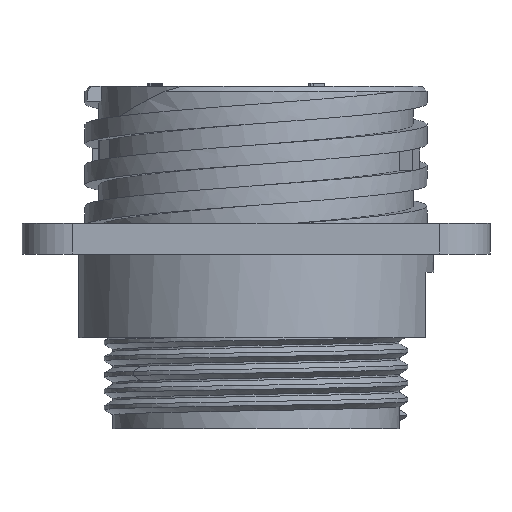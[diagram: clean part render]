
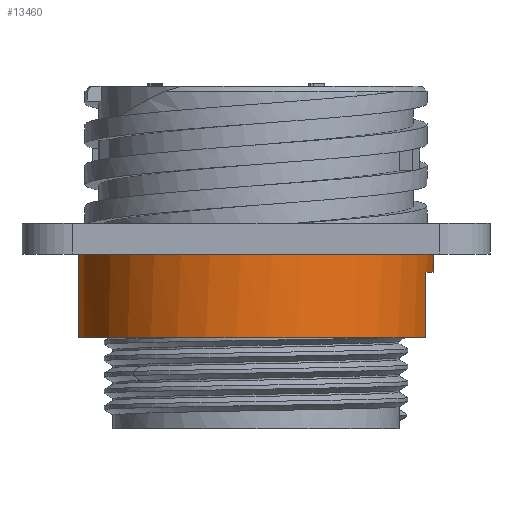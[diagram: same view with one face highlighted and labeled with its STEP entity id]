
A CAD part, left-side view. The second image highlights one B-rep face of the part: STEP entity #13460.
In plain terms, the highlighted cylindrical face has radius 13.843 mm (diameter 27.686 mm), a partial arc.
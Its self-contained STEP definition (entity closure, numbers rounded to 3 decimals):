
#3266=CARTESIAN_POINT('',(0.,0.,-13.056));
#3267=DIRECTION('',(0.,0.,1.));
#3268=DIRECTION('',(0.908,0.418,0.));
#3269=AXIS2_PLACEMENT_3D('',#3266,#3267,#3268);
#3271=DIRECTION('',(0.,0.,-1.));
#3272=VECTOR('',#3271,6.502);
#3273=CARTESIAN_POINT('',(12.573,-5.792,-13.056));
#3274=LINE('',#3273,#3272);
#3275=CARTESIAN_POINT('',(0.,0.,-19.558));
#3276=DIRECTION('',(0.,0.,-1.));
#3277=DIRECTION('',(0.908,-0.418,0.));
#3278=AXIS2_PLACEMENT_3D('',#3275,#3276,#3277);
#3280=DIRECTION('',(0.,0.,-1.));
#3281=VECTOR('',#3280,5.08);
#3282=CARTESIAN_POINT('',(4.064,-13.233,-14.478));
#3283=LINE('',#3282,#3281);
#3284=CARTESIAN_POINT('',(0.,0.,-14.478));
#3285=DIRECTION('',(0.,0.,-1.));
#3286=DIRECTION('',(0.294,-0.956,0.));
#3287=AXIS2_PLACEMENT_3D('',#3284,#3285,#3286);
#3289=DIRECTION('',(0.,0.,-1.));
#3290=VECTOR('',#3289,5.08);
#3291=CARTESIAN_POINT('',(-4.064,-13.233,-14.478));
#3292=LINE('',#3291,#3290);
#3293=CARTESIAN_POINT('',(0.,0.,-19.558));
#3294=DIRECTION('',(0.,0.,-1.));
#3295=DIRECTION('',(-0.294,-0.956,0.));
#3296=AXIS2_PLACEMENT_3D('',#3293,#3294,#3295);
#3298=DIRECTION('',(0.,0.,-1.));
#3299=VECTOR('',#3298,6.502);
#3300=CARTESIAN_POINT('',(12.573,5.792,-13.056));
#3301=LINE('',#3300,#3299);
#9139=CARTESIAN_POINT('',(4.064,-13.233,-14.478));
#9140=CARTESIAN_POINT('',(-4.064,-13.233,-14.478));
#9141=VERTEX_POINT('',#9139);
#9142=VERTEX_POINT('',#9140);
#9185=CARTESIAN_POINT('',(-4.064,-13.233,-19.558));
#9186=CARTESIAN_POINT('',(4.064,-13.233,-19.558));
#9187=VERTEX_POINT('',#9185);
#9188=VERTEX_POINT('',#9186);
#9189=CARTESIAN_POINT('',(12.573,-5.792,-19.558));
#9190=CARTESIAN_POINT('',(12.573,5.792,-19.558));
#9191=VERTEX_POINT('',#9189);
#9192=VERTEX_POINT('',#9190);
#9193=CARTESIAN_POINT('',(12.573,5.792,-13.056));
#9194=VERTEX_POINT('',#9193);
#9195=CARTESIAN_POINT('',(12.573,-5.792,-13.056));
#9196=VERTEX_POINT('',#9195);
#13438=CARTESIAN_POINT('',(0.,0.,1.334));
#13439=DIRECTION('',(0.,0.,-1.));
#13440=DIRECTION('',(0.,-1.,0.));
#13441=AXIS2_PLACEMENT_3D('',#13438,#13439,#13440);
#13442=CYLINDRICAL_SURFACE('',#13441,13.843);
#13443=ORIENTED_EDGE('',*,*,#13127,.T.);
#13445=ORIENTED_EDGE('',*,*,#13444,.T.);
#13447=ORIENTED_EDGE('',*,*,#13446,.T.);
#13449=ORIENTED_EDGE('',*,*,#13448,.F.);
#13451=ORIENTED_EDGE('',*,*,#13450,.T.);
#13453=ORIENTED_EDGE('',*,*,#13452,.T.);
#13455=ORIENTED_EDGE('',*,*,#13454,.T.);
#13457=ORIENTED_EDGE('',*,*,#13456,.F.);
#13458=EDGE_LOOP('',(#13443,#13445,#13447,#13449,#13451,#13453,#13455,#13457));
#13459=FACE_OUTER_BOUND('',#13458,.F.);
#3270=CIRCLE('',#3269,13.843);
#3279=CIRCLE('',#3278,13.843);
#3288=CIRCLE('',#3287,13.843);
#3297=CIRCLE('',#3296,13.843);
#13127=EDGE_CURVE('',#9194,#9196,#3270,.T.);
#13444=EDGE_CURVE('',#9196,#9191,#3274,.T.);
#13446=EDGE_CURVE('',#9191,#9188,#3279,.T.);
#13448=EDGE_CURVE('',#9141,#9188,#3283,.T.);
#13450=EDGE_CURVE('',#9141,#9142,#3288,.T.);
#13452=EDGE_CURVE('',#9142,#9187,#3292,.T.);
#13454=EDGE_CURVE('',#9187,#9192,#3297,.T.);
#13456=EDGE_CURVE('',#9194,#9192,#3301,.T.);
#13460=ADVANCED_FACE('',(#13459),#13442,.T.);
